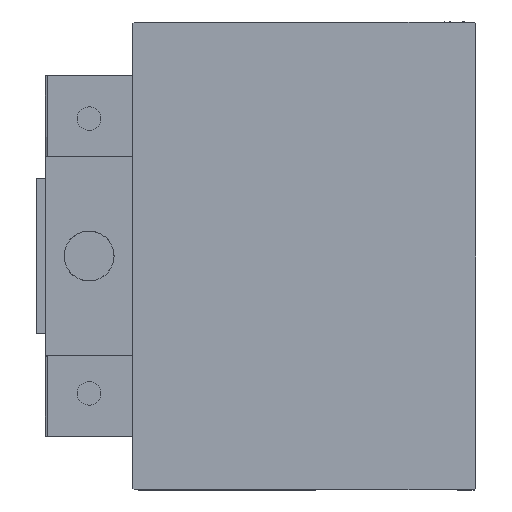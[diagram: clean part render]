
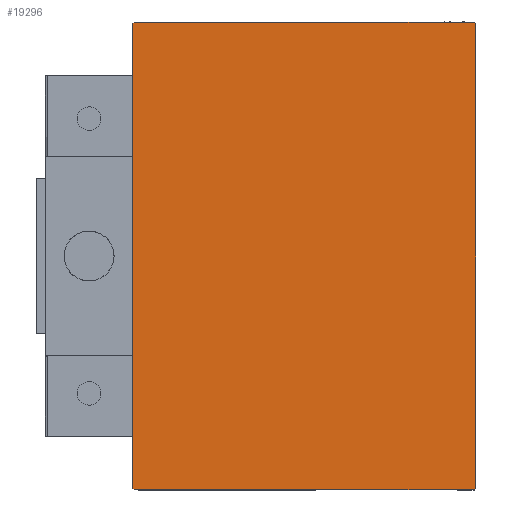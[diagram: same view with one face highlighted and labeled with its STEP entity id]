
A CAD part, left-side view. The second image highlights one B-rep face of the part: STEP entity #19296.
In plain terms, the highlighted face is planar.
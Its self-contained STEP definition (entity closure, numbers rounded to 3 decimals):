
#12 = CARTESIAN_POINT ( 'NONE',  ( 105., -27.5, 37.2 ) ) ;
#264 = LINE ( 'NONE', #19898, #12585 ) ;
#269 = ORIENTED_EDGE ( 'NONE', *, *, #1068, .T. ) ;
#560 = EDGE_CURVE ( 'NONE', #17740, #17631, #20246, .T. ) ;
#1068 = EDGE_CURVE ( 'NONE', #17631, #20651, #264, .T. ) ;
#1116 = VECTOR ( 'NONE', #32628, 1000. ) ;
#1117 = CARTESIAN_POINT ( 'NONE',  ( 105., 27.5, -37.5 ) ) ;
#1356 = DIRECTION ( 'NONE',  ( 0., -1., 0. ) ) ;
#1955 = CARTESIAN_POINT ( 'NONE',  ( 105., -27.5, 37.5 ) ) ;
#2008 = LINE ( 'NONE', #17365, #44998 ) ;
#2072 = EDGE_CURVE ( 'NONE', #20651, #24927, #39139, .T. ) ;
#3221 = EDGE_LOOP ( 'NONE', ( #44178, #26702, #15120, #269, #43652, #33458, #23976, #31610 ) ) ;
#4405 = CARTESIAN_POINT ( 'NONE',  ( 105., 27.2, -37.5 ) ) ;
#5945 = DIRECTION ( 'NONE',  ( 1., 0., 0. ) ) ;
#6705 = CARTESIAN_POINT ( 'NONE',  ( 105., -32.35, -32.35 ) ) ;
#6721 = DIRECTION ( 'NONE',  ( 0., 0., -1. ) ) ;
#7113 = DIRECTION ( 'NONE',  ( 0., 1., 0. ) ) ;
#7604 = VECTOR ( 'NONE', #6721, 1000. ) ;
#7866 = CARTESIAN_POINT ( 'NONE',  ( 105., -27.5, -37.5 ) ) ;
#10481 = CARTESIAN_POINT ( 'NONE',  ( 105., -27.2, -37.5 ) ) ;
#11384 = VERTEX_POINT ( 'NONE', #10481 ) ;
#12585 = VECTOR ( 'NONE', #32197, 1000. ) ;
#13184 = DIRECTION ( 'NONE',  ( 0., 0., 1. ) ) ;
#15120 = ORIENTED_EDGE ( 'NONE', *, *, #560, .T. ) ;
#15918 = VERTEX_POINT ( 'NONE', #28362 ) ;
#16239 = VERTEX_POINT ( 'NONE', #12 ) ;
#16910 = CARTESIAN_POINT ( 'NONE',  ( 105., 27.5, 37.2 ) ) ;
#17365 = CARTESIAN_POINT ( 'NONE',  ( 105., 32.35, -32.35 ) ) ;
#17631 = VERTEX_POINT ( 'NONE', #16910 ) ;
#17740 = VERTEX_POINT ( 'NONE', #37298 ) ;
#17798 = CARTESIAN_POINT ( 'NONE',  ( 105., -27.2, 37.5 ) ) ;
#18047 = LINE ( 'NONE', #6705, #49019 ) ;
#19296 = ADVANCED_FACE ( 'NONE', ( #29615 ), #44744, .T. ) ;
#19898 = CARTESIAN_POINT ( 'NONE',  ( 105., 32.35, 32.35 ) ) ;
#20246 = LINE ( 'NONE', #1117, #33477 ) ;
#20355 = CARTESIAN_POINT ( 'NONE',  ( 105., 27.2, 37.5 ) ) ;
#20651 = VERTEX_POINT ( 'NONE', #20355 ) ;
#20891 = EDGE_CURVE ( 'NONE', #16239, #15918, #25370, .T. ) ;
#23976 = ORIENTED_EDGE ( 'NONE', *, *, #20891, .T. ) ;
#24927 = VERTEX_POINT ( 'NONE', #17798 ) ;
#25370 = LINE ( 'NONE', #1955, #7604 ) ;
#26702 = ORIENTED_EDGE ( 'NONE', *, *, #49001, .T. ) ;
#28362 = CARTESIAN_POINT ( 'NONE',  ( 105., -27.5, -37.2 ) ) ;
#28370 = CARTESIAN_POINT ( 'NONE',  ( 105., -32.35, 32.35 ) ) ;
#29615 = FACE_OUTER_BOUND ( 'NONE', #3221, .T. ) ;
#31082 = CARTESIAN_POINT ( 'NONE',  ( 105., 27.5, 37.5 ) ) ;
#31610 = ORIENTED_EDGE ( 'NONE', *, *, #48316, .T. ) ;
#31936 = EDGE_CURVE ( 'NONE', #24927, #16239, #35680, .T. ) ;
#32197 = DIRECTION ( 'NONE',  ( 0., -0.707, 0.707 ) ) ;
#32628 = DIRECTION ( 'NONE',  ( 0., -0.707, -0.707 ) ) ;
#32720 = DIRECTION ( 'NONE',  ( 0., 0.707, 0.707 ) ) ;
#33396 = DIRECTION ( 'NONE',  ( 0., 0., -1. ) ) ;
#33458 = ORIENTED_EDGE ( 'NONE', *, *, #31936, .T. ) ;
#33477 = VECTOR ( 'NONE', #13184, 1000. ) ;
#35070 = EDGE_CURVE ( 'NONE', #11384, #36272, #49672, .T. ) ;
#35680 = LINE ( 'NONE', #28370, #1116 ) ;
#35949 = VECTOR ( 'NONE', #1356, 1000. ) ;
#36272 = VERTEX_POINT ( 'NONE', #4405 ) ;
#37298 = CARTESIAN_POINT ( 'NONE',  ( 105., 27.5, -37.2 ) ) ;
#37689 = DIRECTION ( 'NONE',  ( 0., 0.707, -0.707 ) ) ;
#39139 = LINE ( 'NONE', #31082, #35949 ) ;
#40450 = CARTESIAN_POINT ( 'NONE',  ( 105., 0., 0. ) ) ;
#42150 = AXIS2_PLACEMENT_3D ( 'NONE', #40450, #5945, #33396 ) ;
#43652 = ORIENTED_EDGE ( 'NONE', *, *, #2072, .T. ) ;
#44178 = ORIENTED_EDGE ( 'NONE', *, *, #35070, .T. ) ;
#44744 = PLANE ( 'NONE',  #42150 ) ;
#44998 = VECTOR ( 'NONE', #32720, 1000. ) ;
#45457 = VECTOR ( 'NONE', #7113, 1000. ) ;
#48316 = EDGE_CURVE ( 'NONE', #15918, #11384, #18047, .T. ) ;
#49001 = EDGE_CURVE ( 'NONE', #36272, #17740, #2008, .T. ) ;
#49019 = VECTOR ( 'NONE', #37689, 1000. ) ;
#49672 = LINE ( 'NONE', #7866, #45457 ) ;
